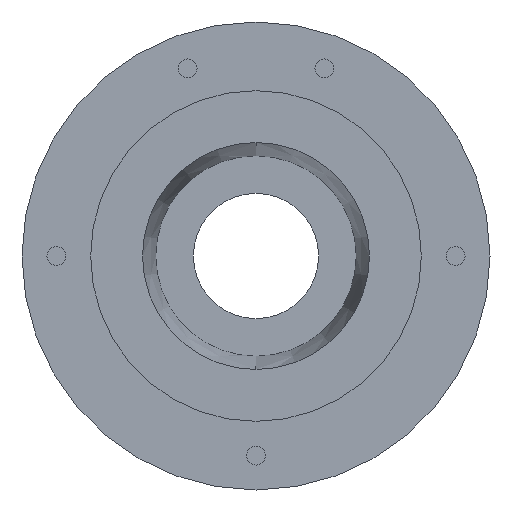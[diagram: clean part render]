
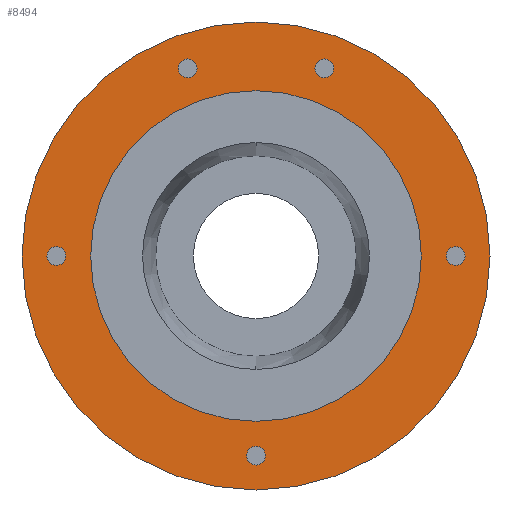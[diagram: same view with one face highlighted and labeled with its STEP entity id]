
A CAD part, front view. The second image highlights one B-rep face of the part: STEP entity #8494.
In plain terms, the highlighted planar face has unit normal (0, -1, 0).
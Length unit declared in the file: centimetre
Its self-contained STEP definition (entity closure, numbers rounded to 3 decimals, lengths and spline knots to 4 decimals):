
#133 = AXIS2_PLACEMENT_3D ( 'NONE', #6652, #2545, #4261 ) ;
#311 = ORIENTED_EDGE ( 'NONE', *, *, #3304, .T. ) ;
#454 = CARTESIAN_POINT ( 'NONE',  ( 0., 101.655, 0. ) ) ;
#511 = FACE_OUTER_BOUND ( 'NONE', #2928, .T. ) ;
#780 = VERTEX_POINT ( 'NONE', #2604 ) ;
#919 = CIRCLE ( 'NONE', #6736, 0.4763 ) ;
#968 = VERTEX_POINT ( 'NONE', #7367 ) ;
#1112 = AXIS2_PLACEMENT_3D ( 'NONE', #9894, #7570, #9123 ) ;
#1225 = CARTESIAN_POINT ( 'NONE',  ( 0., 101.655, -10.5984 ) ) ;
#1247 = EDGE_LOOP ( 'NONE', ( #8130, #6569 ) ) ;
#1276 = DIRECTION ( 'NONE',  ( 0., 0., 1. ) ) ;
#1277 = FACE_BOUND ( 'NONE', #1247, .T. ) ;
#1313 = EDGE_CURVE ( 'NONE', #7381, #4387, #1698, .T. ) ;
#1330 = FACE_BOUND ( 'NONE', #3782, .T. ) ;
#1377 = CIRCLE ( 'NONE', #1914, 0.4763 ) ;
#1410 = CARTESIAN_POINT ( 'NONE',  ( 10.1221, 101.655, 0. ) ) ;
#1416 = DIRECTION ( 'NONE',  ( 0., 0., 1. ) ) ;
#1439 = DIRECTION ( 'NONE',  ( 0., -1., 0. ) ) ;
#1483 = CIRCLE ( 'NONE', #7330, 0.4763 ) ;
#1490 = DIRECTION ( 'NONE',  ( 0., 0., 1. ) ) ;
#1698 = CIRCLE ( 'NONE', #8025, 0.4763 ) ;
#1761 = EDGE_CURVE ( 'NONE', #4437, #2953, #6853, .T. ) ;
#1773 = CARTESIAN_POINT ( 'NONE',  ( -10.1221, 101.655, -0.4763 ) ) ;
#1807 = EDGE_CURVE ( 'NONE', #9043, #3897, #8033, .T. ) ;
#1878 = EDGE_CURVE ( 'NONE', #3897, #9043, #8203, .T. ) ;
#1914 = AXIS2_PLACEMENT_3D ( 'NONE', #4403, #4453, #2067 ) ;
#2001 = VERTEX_POINT ( 'NONE', #1773 ) ;
#2062 = AXIS2_PLACEMENT_3D ( 'NONE', #3231, #4019, #7041 ) ;
#2067 = DIRECTION ( 'NONE',  ( 0., 0., 1. ) ) ;
#2106 = CIRCLE ( 'NONE', #1112, 11.8622 ) ;
#2224 = DIRECTION ( 'NONE',  ( 0., -1., 0. ) ) ;
#2284 = CARTESIAN_POINT ( 'NONE',  ( 0., 101.655, 0. ) ) ;
#2438 = CIRCLE ( 'NONE', #8417, 0.4763 ) ;
#2439 = CARTESIAN_POINT ( 'NONE',  ( -10.1221, 101.655, 0. ) ) ;
#2462 = EDGE_CURVE ( 'NONE', #968, #2001, #4377, .T. ) ;
#2493 = DIRECTION ( 'NONE',  ( 0., -1., 0. ) ) ;
#2545 = DIRECTION ( 'NONE',  ( 0., 1., 0. ) ) ;
#2604 = CARTESIAN_POINT ( 'NONE',  ( 3.462, 101.655, 9.9879 ) ) ;
#2759 = EDGE_CURVE ( 'NONE', #9852, #9709, #3551, .T. ) ;
#2776 = DIRECTION ( 'NONE',  ( 0., 1., 0. ) ) ;
#2850 = PLANE ( 'NONE',  #6128 ) ;
#2928 = EDGE_LOOP ( 'NONE', ( #4390, #5380 ) ) ;
#2929 = EDGE_LOOP ( 'NONE', ( #4778, #6247 ) ) ;
#2940 = EDGE_LOOP ( 'NONE', ( #4096, #9643 ) ) ;
#2953 = VERTEX_POINT ( 'NONE', #8518 ) ;
#2997 = ORIENTED_EDGE ( 'NONE', *, *, #1761, .T. ) ;
#3003 = DIRECTION ( 'NONE',  ( 1., 0., 0. ) ) ;
#3231 = CARTESIAN_POINT ( 'NONE',  ( 3.462, 101.655, 9.5117 ) ) ;
#3237 = EDGE_LOOP ( 'NONE', ( #10125, #3767 ) ) ;
#3304 = EDGE_CURVE ( 'NONE', #4940, #780, #6550, .T. ) ;
#3470 = DIRECTION ( 'NONE',  ( 0., -1., 0. ) ) ;
#3551 = CIRCLE ( 'NONE', #9859, 11.8622 ) ;
#3629 = CARTESIAN_POINT ( 'NONE',  ( -10.1221, 101.655, 0. ) ) ;
#3633 = EDGE_LOOP ( 'NONE', ( #2997, #5758 ) ) ;
#3698 = AXIS2_PLACEMENT_3D ( 'NONE', #3801, #9260, #6970 ) ;
#3767 = ORIENTED_EDGE ( 'NONE', *, *, #9708, .T. ) ;
#3771 = CARTESIAN_POINT ( 'NONE',  ( 0., 101.655, -10.1221 ) ) ;
#3782 = EDGE_LOOP ( 'NONE', ( #311, #6236 ) ) ;
#3801 = CARTESIAN_POINT ( 'NONE',  ( 10.1221, 101.655, 0. ) ) ;
#3816 = CARTESIAN_POINT ( 'NONE',  ( -3.462, 101.655, 9.0354 ) ) ;
#3860 = DIRECTION ( 'NONE',  ( 0., 0., 1. ) ) ;
#3897 = VERTEX_POINT ( 'NONE', #6292 ) ;
#4019 = DIRECTION ( 'NONE',  ( 0., 1., 0. ) ) ;
#4096 = ORIENTED_EDGE ( 'NONE', *, *, #1807, .T. ) ;
#4132 = EDGE_CURVE ( 'NONE', #7257, #9193, #1377, .T. ) ;
#4251 = EDGE_CURVE ( 'NONE', #2001, #968, #919, .T. ) ;
#4261 = DIRECTION ( 'NONE',  ( 0., 0., 1. ) ) ;
#4377 = CIRCLE ( 'NONE', #5379, 0.4763 ) ;
#4387 = VERTEX_POINT ( 'NONE', #10118 ) ;
#4390 = ORIENTED_EDGE ( 'NONE', *, *, #6461, .T. ) ;
#4403 = CARTESIAN_POINT ( 'NONE',  ( -3.462, 101.655, 9.5117 ) ) ;
#4437 = VERTEX_POINT ( 'NONE', #8681 ) ;
#4453 = DIRECTION ( 'NONE',  ( 0., -1., 0. ) ) ;
#4562 = FACE_BOUND ( 'NONE', #3237, .T. ) ;
#4603 = CIRCLE ( 'NONE', #133, 0.4763 ) ;
#4734 = DIRECTION ( 'NONE',  ( 0., 1., 0. ) ) ;
#4778 = ORIENTED_EDGE ( 'NONE', *, *, #4251, .F. ) ;
#4937 = AXIS2_PLACEMENT_3D ( 'NONE', #2284, #5458, #1490 ) ;
#4940 = VERTEX_POINT ( 'NONE', #7913 ) ;
#5243 = CARTESIAN_POINT ( 'NONE',  ( -3.462, 101.655, 9.9879 ) ) ;
#5356 = AXIS2_PLACEMENT_3D ( 'NONE', #9896, #2776, #5949 ) ;
#5379 = AXIS2_PLACEMENT_3D ( 'NONE', #2439, #2493, #5663 ) ;
#5380 = ORIENTED_EDGE ( 'NONE', *, *, #2759, .T. ) ;
#5458 = DIRECTION ( 'NONE',  ( 0., 1., 0. ) ) ;
#5663 = DIRECTION ( 'NONE',  ( 0., 0., 1. ) ) ;
#5671 = CARTESIAN_POINT ( 'NONE',  ( 0., 101.655, -10.1221 ) ) ;
#5758 = ORIENTED_EDGE ( 'NONE', *, *, #7028, .T. ) ;
#5811 = CARTESIAN_POINT ( 'NONE',  ( -3.462, 101.655, 9.5117 ) ) ;
#5945 = EDGE_CURVE ( 'NONE', #9193, #7257, #2438, .T. ) ;
#5949 = DIRECTION ( 'NONE',  ( 0., 0., 1. ) ) ;
#6128 = AXIS2_PLACEMENT_3D ( 'NONE', #6959, #2224, #3003 ) ;
#6233 = FACE_BOUND ( 'NONE', #2940, .T. ) ;
#6236 = ORIENTED_EDGE ( 'NONE', *, *, #7159, .T. ) ;
#6247 = ORIENTED_EDGE ( 'NONE', *, *, #2462, .F. ) ;
#6292 = CARTESIAN_POINT ( 'NONE',  ( 10.1221, 101.655, 0.4762 ) ) ;
#6461 = EDGE_CURVE ( 'NONE', #9709, #9852, #2106, .T. ) ;
#6550 = CIRCLE ( 'NONE', #2062, 0.4763 ) ;
#6569 = ORIENTED_EDGE ( 'NONE', *, *, #4132, .F. ) ;
#6652 = CARTESIAN_POINT ( 'NONE',  ( 3.462, 101.655, 9.5117 ) ) ;
#6736 = AXIS2_PLACEMENT_3D ( 'NONE', #3629, #6855, #1276 ) ;
#6841 = DIRECTION ( 'NONE',  ( 0., 0., 1. ) ) ;
#6853 = CIRCLE ( 'NONE', #5356, 8.382 ) ;
#6855 = DIRECTION ( 'NONE',  ( 0., -1., 0. ) ) ;
#6959 = CARTESIAN_POINT ( 'NONE',  ( 0., 101.655, 0. ) ) ;
#6970 = DIRECTION ( 'NONE',  ( 0., 0., 1. ) ) ;
#7028 = EDGE_CURVE ( 'NONE', #2953, #4437, #9428, .T. ) ;
#7041 = DIRECTION ( 'NONE',  ( 0., 0., 1. ) ) ;
#7159 = EDGE_CURVE ( 'NONE', #780, #4940, #4603, .T. ) ;
#7257 = VERTEX_POINT ( 'NONE', #5243 ) ;
#7330 = AXIS2_PLACEMENT_3D ( 'NONE', #3771, #8559, #1416 ) ;
#7367 = CARTESIAN_POINT ( 'NONE',  ( -10.1221, 101.655, 0.4762 ) ) ;
#7381 = VERTEX_POINT ( 'NONE', #1225 ) ;
#7570 = DIRECTION ( 'NONE',  ( 0., -1., 0. ) ) ;
#7699 = FACE_BOUND ( 'NONE', #2929, .T. ) ;
#7913 = CARTESIAN_POINT ( 'NONE',  ( 3.462, 101.655, 9.0354 ) ) ;
#8025 = AXIS2_PLACEMENT_3D ( 'NONE', #5671, #4734, #3860 ) ;
#8033 = CIRCLE ( 'NONE', #8687, 0.4763 ) ;
#8130 = ORIENTED_EDGE ( 'NONE', *, *, #5945, .F. ) ;
#8203 = CIRCLE ( 'NONE', #3698, 0.4763 ) ;
#8417 = AXIS2_PLACEMENT_3D ( 'NONE', #5811, #1439, #6841 ) ;
#8419 = FACE_BOUND ( 'NONE', #3633, .T. ) ;
#8494 = ADVANCED_FACE ( 'NONE', ( #6233, #4562, #1330, #8419, #511, #1277, #7699 ), #2850, .T. ) ;
#8498 = CARTESIAN_POINT ( 'NONE',  ( 10.1221, 101.655, -0.4763 ) ) ;
#8518 = CARTESIAN_POINT ( 'NONE',  ( 0., 101.655, 8.382 ) ) ;
#8559 = DIRECTION ( 'NONE',  ( 0., 1., 0. ) ) ;
#8681 = CARTESIAN_POINT ( 'NONE',  ( 0., 101.655, -8.382 ) ) ;
#8687 = AXIS2_PLACEMENT_3D ( 'NONE', #1410, #9227, #9380 ) ;
#8748 = CARTESIAN_POINT ( 'NONE',  ( 0., 101.655, 11.8622 ) ) ;
#9043 = VERTEX_POINT ( 'NONE', #8498 ) ;
#9097 = DIRECTION ( 'NONE',  ( 0., 0., -1. ) ) ;
#9123 = DIRECTION ( 'NONE',  ( 0., 0., -1. ) ) ;
#9193 = VERTEX_POINT ( 'NONE', #3816 ) ;
#9227 = DIRECTION ( 'NONE',  ( 0., 1., 0. ) ) ;
#9260 = DIRECTION ( 'NONE',  ( 0., 1., 0. ) ) ;
#9380 = DIRECTION ( 'NONE',  ( 0., 0., 1. ) ) ;
#9428 = CIRCLE ( 'NONE', #4937, 8.382 ) ;
#9643 = ORIENTED_EDGE ( 'NONE', *, *, #1878, .T. ) ;
#9708 = EDGE_CURVE ( 'NONE', #4387, #7381, #1483, .T. ) ;
#9709 = VERTEX_POINT ( 'NONE', #10152 ) ;
#9852 = VERTEX_POINT ( 'NONE', #8748 ) ;
#9859 = AXIS2_PLACEMENT_3D ( 'NONE', #454, #3470, #9097 ) ;
#9894 = CARTESIAN_POINT ( 'NONE',  ( 0., 101.655, 0. ) ) ;
#9896 = CARTESIAN_POINT ( 'NONE',  ( 0., 101.655, 0. ) ) ;
#10118 = CARTESIAN_POINT ( 'NONE',  ( 0., 101.655, -9.6459 ) ) ;
#10125 = ORIENTED_EDGE ( 'NONE', *, *, #1313, .T. ) ;
#10152 = CARTESIAN_POINT ( 'NONE',  ( 0., 101.655, -11.8622 ) ) ;
